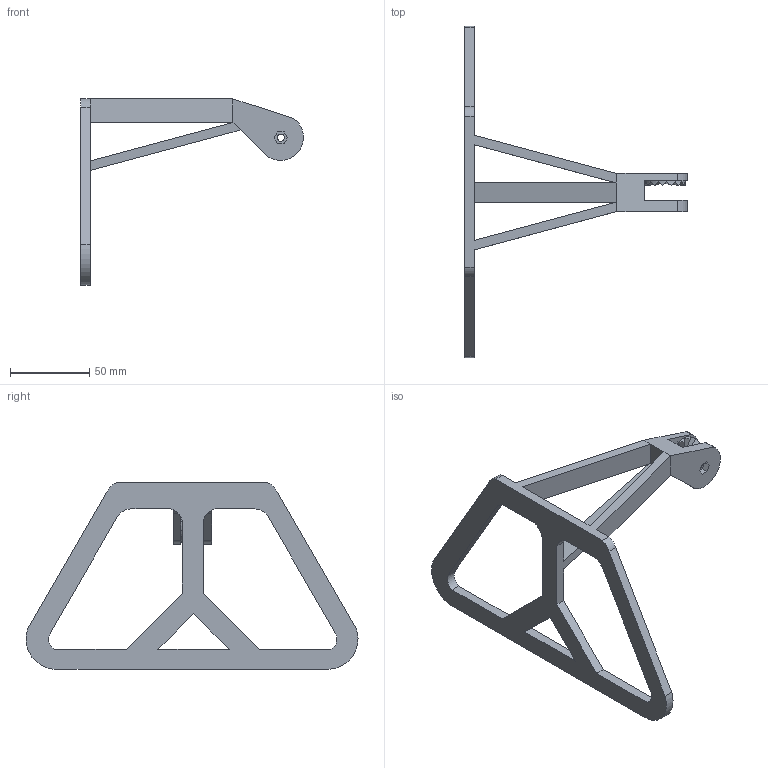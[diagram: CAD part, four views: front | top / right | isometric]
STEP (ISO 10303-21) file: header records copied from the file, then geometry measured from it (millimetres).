
FILE_DESCRIPTION(('FreeCAD Model'),'2;1');
FILE_NAME('Open CASCADE Shape Model','2024-09-17T17:34:17',(''),(''), 'Open CASCADE STEP processor 7.7','FreeCAD','Unknown');
FILE_SCHEMA(('AP242_MANAGED_MODEL_BASED_3D_ENGINEERING_MIM_LF. {1 0 10303 442 1 1 4 }'));
Length unit declared in the file: millimetre
Products named in the file (1): Desk Mount
Bounding box: 140.37 x 209.28 x 117.5 mm (x, y, z)
Volume: 92505.4 mm3; surface area: 42521.4 mm2
Topology: 1 solids, 1 shells, 94 faces, 269 edges, 174 vertices
Faces by surface type: plane 78, cylinder 16
Full cylindrical faces by diameter (mm): 4.5 x2, 6 x1, 26 x1
Entity records: 3123 total; most frequent: DIRECTION 547, CARTESIAN_POINT 540, ORIENTED_EDGE 538, EDGE_CURVE 269, AXIS2_PLACEMENT_3D 185, LINE 177, VECTOR 177, VERTEX_POINT 174
